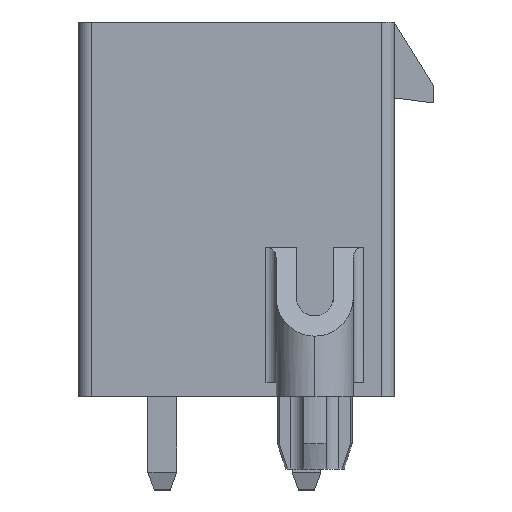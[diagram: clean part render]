
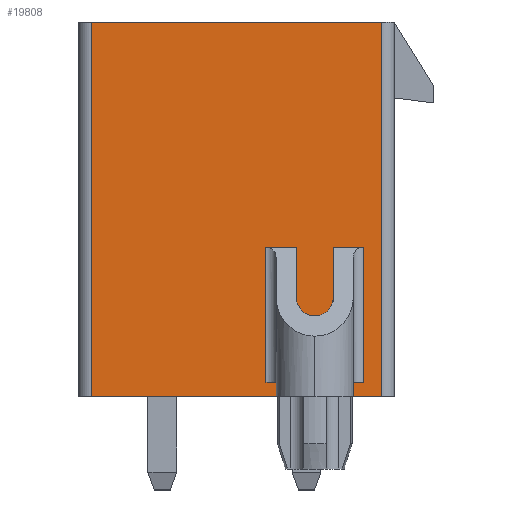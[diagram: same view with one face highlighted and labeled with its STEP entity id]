
A CAD part, left-side view. The second image highlights one B-rep face of the part: STEP entity #19808.
In plain terms, the highlighted face is planar.
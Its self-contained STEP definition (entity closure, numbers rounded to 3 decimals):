
#144=LINE('',#25258,#2002);
#150=LINE('',#25274,#2008);
#158=LINE('',#25299,#2016);
#165=LINE('',#25319,#2023);
#199=LINE('',#25469,#2057);
#204=LINE('',#25483,#2062);
#206=LINE('',#25487,#2064);
#210=LINE('',#25504,#2068);
#213=LINE('',#25513,#2071);
#543=LINE('',#26320,#2401);
#546=LINE('',#26333,#2404);
#648=LINE('',#26534,#2506);
#649=LINE('',#26535,#2507);
#650=LINE('',#26536,#2508);
#651=LINE('',#26537,#2509);
#652=LINE('',#26538,#2510);
#2002=VECTOR('',#21417,1000.);
#2008=VECTOR('',#21429,1000.);
#2016=VECTOR('',#21453,1000.);
#2023=VECTOR('',#21474,1000.);
#2057=VECTOR('',#21592,1000.);
#2062=VECTOR('',#21605,1000.);
#2064=VECTOR('',#21609,1000.);
#2068=VECTOR('',#21627,1000.);
#2071=VECTOR('',#21634,1000.);
#2401=VECTOR('',#22322,1000.);
#2404=VECTOR('',#22333,1000.);
#2506=VECTOR('',#22509,1000.);
#2507=VECTOR('',#22510,1000.);
#2508=VECTOR('',#22511,1000.);
#2509=VECTOR('',#22512,1000.);
#2510=VECTOR('',#22513,1000.);
#4775=ORIENTED_EDGE('',*,*,#8083,.F.);
#4776=ORIENTED_EDGE('',*,*,#8578,.T.);
#4777=ORIENTED_EDGE('',*,*,#7989,.T.);
#4778=ORIENTED_EDGE('',*,*,#7999,.T.);
#4779=ORIENTED_EDGE('',*,*,#8579,.T.);
#4780=ORIENTED_EDGE('',*,*,#8476,.T.);
#4781=ORIENTED_EDGE('',*,*,#8580,.F.);
#4782=ORIENTED_EDGE('',*,*,#8470,.F.);
#4783=ORIENTED_EDGE('',*,*,#8581,.T.);
#4784=ORIENTED_EDGE('',*,*,#7977,.F.);
#4785=ORIENTED_EDGE('',*,*,#7969,.T.);
#4786=ORIENTED_EDGE('',*,*,#8582,.F.);
#4787=ORIENTED_EDGE('',*,*,#8078,.F.);
#4788=ORIENTED_EDGE('',*,*,#8068,.F.);
#4789=ORIENTED_EDGE('',*,*,#8061,.F.);
#4790=ORIENTED_EDGE('',*,*,#8070,.T.);
#7969=EDGE_CURVE('',#10024,#10022,#144,.T.);
#7977=EDGE_CURVE('',#10024,#10030,#150,.T.);
#7989=EDGE_CURVE('',#10040,#10039,#158,.T.);
#7999=EDGE_CURVE('',#10039,#10045,#165,.T.);
#8061=EDGE_CURVE('',#10087,#10088,#199,.T.);
#8068=EDGE_CURVE('',#10088,#10092,#204,.T.);
#8070=EDGE_CURVE('',#10087,#10093,#206,.T.);
#8078=EDGE_CURVE('',#10092,#10100,#210,.T.);
#8083=EDGE_CURVE('',#10103,#10093,#213,.T.);
#8470=EDGE_CURVE('',#10369,#10370,#543,.T.);
#8476=EDGE_CURVE('',#10372,#10375,#546,.T.);
#8578=EDGE_CURVE('',#10103,#10040,#648,.T.);
#8579=EDGE_CURVE('',#10045,#10372,#649,.T.);
#8580=EDGE_CURVE('',#10370,#10375,#650,.T.);
#8581=EDGE_CURVE('',#10369,#10030,#651,.T.);
#8582=EDGE_CURVE('',#10100,#10022,#652,.T.);
#10022=VERTEX_POINT('',#25256);
#10024=VERTEX_POINT('',#25259);
#10030=VERTEX_POINT('',#25272);
#10039=VERTEX_POINT('',#25298);
#10040=VERTEX_POINT('',#25300);
#10045=VERTEX_POINT('',#25318);
#10087=VERTEX_POINT('',#25468);
#10088=VERTEX_POINT('',#25470);
#10092=VERTEX_POINT('',#25482);
#10093=VERTEX_POINT('',#25486);
#10100=VERTEX_POINT('',#25505);
#10103=VERTEX_POINT('',#25512);
#10369=VERTEX_POINT('',#26319);
#10370=VERTEX_POINT('',#26321);
#10372=VERTEX_POINT('',#26327);
#10375=VERTEX_POINT('',#26332);
#11682=EDGE_LOOP('',(#4775,#4776,#4777,#4778,#4779,#4780,#4781,#4782,#4783,
#4784,#4785,#4786,#4787,#4788,#4789,#4790));
#12551=FACE_BOUND('',#11682,.T.);
#13375=PLANE('',#20715);
#19808=ADVANCED_FACE('',(#12551),#13375,.T.);
#20715=AXIS2_PLACEMENT_3D('',#26533,#22507,#22508);
#21417=DIRECTION('',(0.,0.,-1.));
#21429=DIRECTION('',(0.,1.,0.));
#21453=DIRECTION('',(0.,0.,-1.));
#21474=DIRECTION('',(0.,1.,0.));
#21592=DIRECTION('',(0.,0.,-1.));
#21605=DIRECTION('',(0.,-1.,0.));
#21609=DIRECTION('',(0.,-1.,0.));
#21627=DIRECTION('',(0.,0.,-1.));
#21634=DIRECTION('',(0.,0.,-1.));
#22322=DIRECTION('',(0.,-1.,0.));
#22333=DIRECTION('',(0.,-1.,0.));
#22507=DIRECTION('',(1.,0.,0.));
#22508=DIRECTION('',(0.,0.,-1.));
#22509=DIRECTION('',(0.,1.,0.));
#22510=DIRECTION('',(0.,0.,1.));
#22511=DIRECTION('',(0.,0.,1.));
#22512=DIRECTION('',(0.,0.,1.));
#22513=DIRECTION('',(0.,1.,0.));
#25256=CARTESIAN_POINT('',(17.425,14.25,1.17));
#25258=CARTESIAN_POINT('',(17.425,14.25,2.62));
#25259=CARTESIAN_POINT('',(17.425,14.25,2.62));
#25272=CARTESIAN_POINT('',(17.425,14.8,2.62));
#25274=CARTESIAN_POINT('',(17.425,14.25,2.62));
#25298=CARTESIAN_POINT('',(17.425,14.25,3.57));
#25299=CARTESIAN_POINT('',(17.425,14.25,5.02));
#25300=CARTESIAN_POINT('',(17.425,14.25,5.02));
#25318=CARTESIAN_POINT('',(17.425,14.8,3.57));
#25319=CARTESIAN_POINT('',(17.425,14.25,3.57));
#25468=CARTESIAN_POINT('',(17.425,13.,3.825));
#25469=CARTESIAN_POINT('',(17.425,13.,3.825));
#25470=CARTESIAN_POINT('',(17.425,13.,2.375));
#25482=CARTESIAN_POINT('',(17.425,8.9,2.375));
#25483=CARTESIAN_POINT('',(17.425,13.,2.375));
#25486=CARTESIAN_POINT('',(17.425,8.9,3.825));
#25487=CARTESIAN_POINT('',(17.425,13.,3.825));
#25504=CARTESIAN_POINT('',(17.425,8.9,4.62));
#25505=CARTESIAN_POINT('',(17.425,8.9,1.17));
#25512=CARTESIAN_POINT('',(17.425,8.9,5.02));
#25513=CARTESIAN_POINT('',(17.425,8.9,4.62));
#26319=CARTESIAN_POINT('',(17.425,14.8,-5.74));
#26320=CARTESIAN_POINT('',(17.425,14.8,-5.74));
#26321=CARTESIAN_POINT('',(17.425,0.,-5.74));
#26327=CARTESIAN_POINT('',(17.425,14.8,5.74));
#26332=CARTESIAN_POINT('',(17.425,0.,5.74));
#26333=CARTESIAN_POINT('',(17.425,14.8,5.74));
#26533=CARTESIAN_POINT('',(17.425,14.8,-6.24));
#26534=CARTESIAN_POINT('',(17.425,14.8,5.02));
#26535=CARTESIAN_POINT('',(17.425,14.8,-6.24));
#26536=CARTESIAN_POINT('',(17.425,0.,-6.24));
#26537=CARTESIAN_POINT('',(17.425,14.8,-6.24));
#26538=CARTESIAN_POINT('',(17.425,8.9,1.17));
